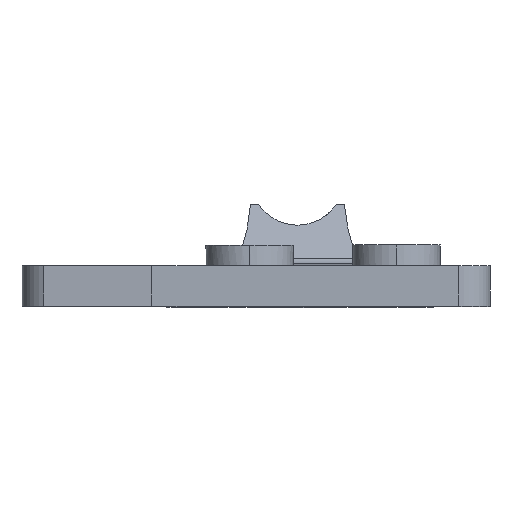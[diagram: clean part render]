
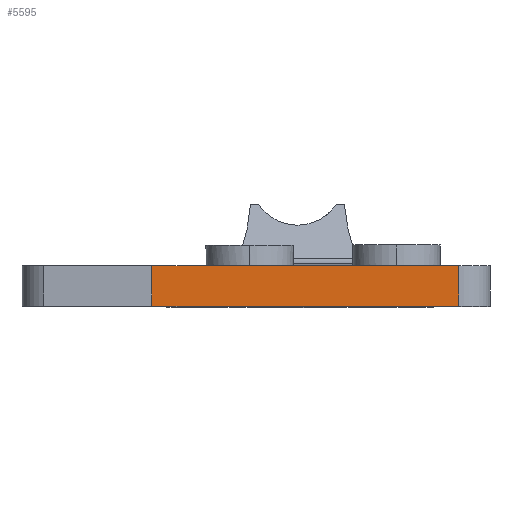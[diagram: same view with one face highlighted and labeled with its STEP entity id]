
A CAD part, top view. The second image highlights one B-rep face of the part: STEP entity #5595.
In plain terms, the highlighted planar face has unit normal (0, 0, 1).
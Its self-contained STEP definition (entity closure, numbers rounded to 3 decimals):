
#175 = FACE_OUTER_BOUND ( 'NONE', #6823, .T. ) ;
#273 = CARTESIAN_POINT ( 'NONE',  ( 3.257, 0.1, 14.656 ) ) ;
#467 = ORIENTED_EDGE ( 'NONE', *, *, #1972, .F. ) ;
#802 = DIRECTION ( 'NONE',  ( -1., 0., 0. ) ) ;
#847 = DIRECTION ( 'NONE',  ( 0., 1., 0. ) ) ;
#1234 = VECTOR ( 'NONE', #4797, 1000. ) ;
#1416 = CARTESIAN_POINT ( 'NONE',  ( 0., 4., 14.656 ) ) ;
#1972 = EDGE_CURVE ( 'NONE', #7058, #3309, #4334, .T. ) ;
#2173 = AXIS2_PLACEMENT_3D ( 'NONE', #6486, #2977, #802 ) ;
#2288 = CARTESIAN_POINT ( 'NONE',  ( 32.778, 0.1, 14.656 ) ) ;
#2421 = CARTESIAN_POINT ( 'NONE',  ( 3.257, 4., 14.656 ) ) ;
#2977 = DIRECTION ( 'NONE',  ( 0., 0., -1. ) ) ;
#3033 = CARTESIAN_POINT ( 'NONE',  ( 3.257, -21.009, 14.656 ) ) ;
#3068 = LINE ( 'NONE', #5792, #3484 ) ;
#3295 = CARTESIAN_POINT ( 'NONE',  ( 32.778, 4., 14.656 ) ) ;
#3309 = VERTEX_POINT ( 'NONE', #3295 ) ;
#3484 = VECTOR ( 'NONE', #847, 1000. ) ;
#4229 = CARTESIAN_POINT ( 'NONE',  ( 32.778, 0.1, 14.656 ) ) ;
#4334 = LINE ( 'NONE', #1416, #5299 ) ;
#4686 = LINE ( 'NONE', #3033, #1234 ) ;
#4797 = DIRECTION ( 'NONE',  ( 0., 1., 0. ) ) ;
#5155 = LINE ( 'NONE', #2288, #6526 ) ;
#5206 = ORIENTED_EDGE ( 'NONE', *, *, #5257, .F. ) ;
#5210 = EDGE_CURVE ( 'NONE', #5587, #3309, #3068, .T. ) ;
#5257 = EDGE_CURVE ( 'NONE', #6137, #7058, #4686, .T. ) ;
#5299 = VECTOR ( 'NONE', #5325, 1000. ) ;
#5325 = DIRECTION ( 'NONE',  ( 1., 0., 0. ) ) ;
#5532 = EDGE_CURVE ( 'NONE', #5587, #6137, #5155, .T. ) ;
#5587 = VERTEX_POINT ( 'NONE', #4229 ) ;
#5595 = ADVANCED_FACE ( 'NONE', ( #175 ), #7001, .F. ) ;
#5792 = CARTESIAN_POINT ( 'NONE',  ( 32.778, 3., 14.656 ) ) ;
#6063 = ORIENTED_EDGE ( 'NONE', *, *, #5532, .F. ) ;
#6137 = VERTEX_POINT ( 'NONE', #273 ) ;
#6194 = ORIENTED_EDGE ( 'NONE', *, *, #5210, .T. ) ;
#6486 = CARTESIAN_POINT ( 'NONE',  ( 0., 3., 14.656 ) ) ;
#6526 = VECTOR ( 'NONE', #6746, 1000. ) ;
#6746 = DIRECTION ( 'NONE',  ( -1., 0., 0. ) ) ;
#6823 = EDGE_LOOP ( 'NONE', ( #6194, #467, #5206, #6063 ) ) ;
#7001 = PLANE ( 'NONE',  #2173 ) ;
#7058 = VERTEX_POINT ( 'NONE', #2421 ) ;
